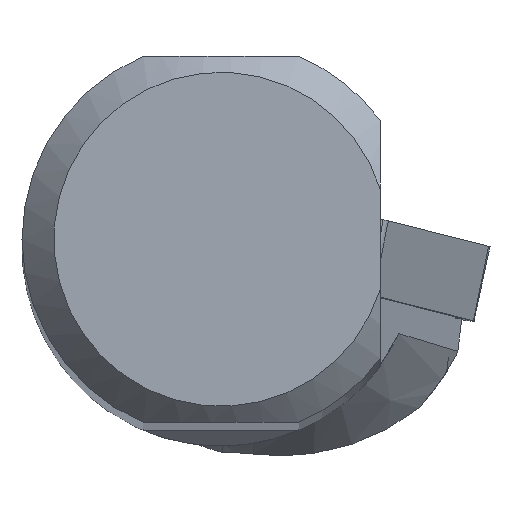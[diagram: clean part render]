
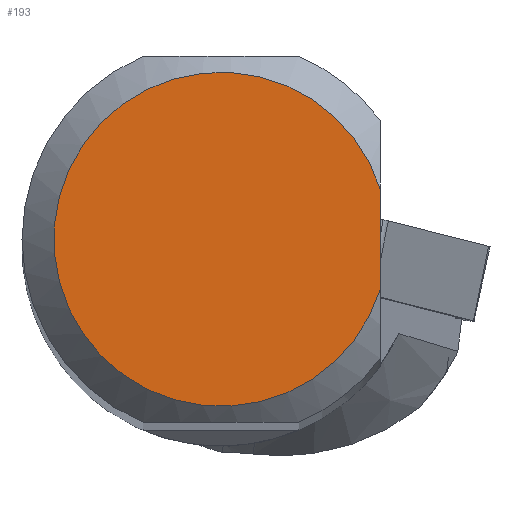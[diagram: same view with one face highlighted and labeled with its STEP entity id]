
A CAD part, top view. The second image highlights one B-rep face of the part: STEP entity #193.
In plain terms, the highlighted planar face has unit normal (0, 0, 1).
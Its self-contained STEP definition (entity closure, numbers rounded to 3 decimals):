
#153=FACE_OUTER_BOUND('',#370,.T.);
#193=ADVANCED_FACE('CU_SU_BP3',(#153),#223,.T.);
#223=PLANE('',#944);
#269=LINE('',#1549,#311);
#311=VECTOR('',#1144,1.);
#370=EDGE_LOOP('',(#512,#513));
#512=ORIENTED_EDGE('',*,*,#753,.T.);
#513=ORIENTED_EDGE('',*,*,#754,.F.);
#666=VERTEX_POINT('',#1550);
#667=VERTEX_POINT('',#1551);
#753=EDGE_CURVE('',#666,#667,#269,.T.);
#754=EDGE_CURVE('',#666,#667,#800,.T.);
#800=CIRCLE('',#943,10.491);
#943=AXIS2_PLACEMENT_3D('',#1552,#1145,#1146);
#944=AXIS2_PLACEMENT_3D('',#1553,#1147,#1148);
#1144=DIRECTION('',(0.,1.,0.));
#1145=DIRECTION('',(0.,0.,-1.));
#1146=DIRECTION('',(-1.,0.,0.));
#1147=DIRECTION('',(0.,0.,1.));
#1148=DIRECTION('',(-1.,0.,0.));
#1549=CARTESIAN_POINT('',(10.009,0.,0.));
#1550=CARTESIAN_POINT('',(10.009,-3.145,0.));
#1551=CARTESIAN_POINT('',(10.009,3.145,0.));
#1552=CARTESIAN_POINT('',(0.,0.,0.));
#1553=CARTESIAN_POINT('',(0.,0.,
0.));
